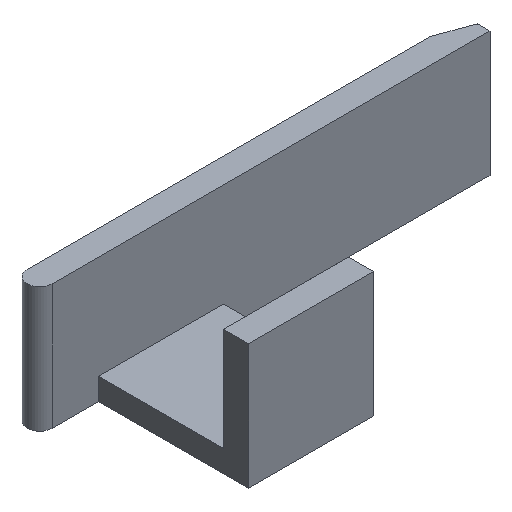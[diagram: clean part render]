
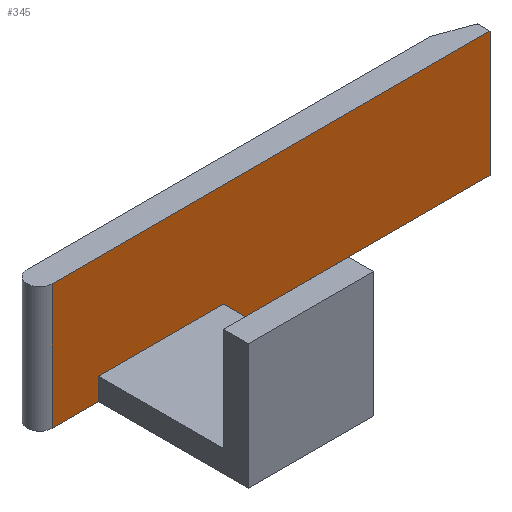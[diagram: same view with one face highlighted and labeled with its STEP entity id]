
A CAD part, isometric view. The second image highlights one B-rep face of the part: STEP entity #345.
In plain terms, the highlighted planar face has unit normal (0, -1, 0).
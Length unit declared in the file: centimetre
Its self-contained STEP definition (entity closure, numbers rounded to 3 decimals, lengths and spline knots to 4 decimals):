
#109=VECTOR('',#373,1.);
#114=VECTOR('',#382,1.);
#119=VECTOR('',#389,1.);
#120=VECTOR('',#398,1.);
#129=VECTOR('',#409,1.);
#133=VECTOR('',#415,1.);
#134=VECTOR('',#418,1.);
#139=LINE('',#432,#109);
#144=LINE('',#445,#114);
#149=LINE('',#455,#119);
#150=LINE('',#463,#120);
#159=LINE('',#481,#129);
#163=LINE('',#488,#133);
#164=LINE('',#491,#134);
#167=VERTEX_POINT('',#425);
#170=VERTEX_POINT('',#431);
#171=VERTEX_POINT('',#433);
#174=VERTEX_POINT('',#439);
#175=VERTEX_POINT('',#442);
#179=VERTEX_POINT('',#454);
#182=VERTEX_POINT('',#464);
#183=VERTEX_POINT('',#465);
#198=EDGE_CURVE('',#171,#170,#139,.T.);
#202=EDGE_CURVE('',#167,#174,#139,.T.);
#205=EDGE_CURVE('',#167,#175,#144,.T.);
#210=EDGE_CURVE('',#170,#179,#149,.T.);
#213=EDGE_CURVE('',#182,#183,#150,.T.);
#222=EDGE_CURVE('',#183,#171,#159,.T.);
#226=EDGE_CURVE('',#174,#182,#163,.T.);
#227=EDGE_CURVE('',#179,#175,#164,.T.);
#282=ORIENTED_EDGE('',*,*,#205,.F.);
#283=ORIENTED_EDGE('',*,*,#202,.T.);
#284=ORIENTED_EDGE('',*,*,#226,.T.);
#285=ORIENTED_EDGE('',*,*,#213,.T.);
#286=ORIENTED_EDGE('',*,*,#222,.T.);
#287=ORIENTED_EDGE('',*,*,#198,.T.);
#288=ORIENTED_EDGE('',*,*,#210,.T.);
#289=ORIENTED_EDGE('',*,*,#227,.T.);
#313=EDGE_LOOP('',(#282,#283,#284,#285,#286,#287,#288,#289));
#330=FACE_BOUND('',#313,.T.);
#345=ADVANCED_FACE('',(#330),#505,.T.);
#364=AXIS2_PLACEMENT_3D('',#490,#417,$);
#373=DIRECTION('',(1.,0.,0.));
#382=DIRECTION('',(0.,0.,1.));
#389=DIRECTION('',(0.,0.,1.));
#398=DIRECTION('',(1.,0.,0.));
#409=DIRECTION('',(0.,0.,-1.));
#415=DIRECTION('',(0.,0.,1.));
#417=DIRECTION('',(0.,-1.,0.));
#418=DIRECTION('',(-1.,0.,0.));
#425=CARTESIAN_POINT('',(-0.87,1.2,0.));
#431=CARTESIAN_POINT('',(2.63,1.2,0.));
#432=CARTESIAN_POINT('',(-0.97,1.2,0.));
#433=CARTESIAN_POINT('',(0.5,1.2,0.));
#439=CARTESIAN_POINT('',(-0.5,1.2,0.));
#442=CARTESIAN_POINT('',(-0.87,1.2,1.));
#445=CARTESIAN_POINT('',(-0.87,1.2,0.));
#454=CARTESIAN_POINT('',(2.63,1.2,1.));
#455=CARTESIAN_POINT('',(2.63,1.2,0.));
#463=CARTESIAN_POINT('',(0.415,1.2,0.175));
#464=CARTESIAN_POINT('',(-0.5,1.2,0.175));
#465=CARTESIAN_POINT('',(0.5,1.2,0.175));
#481=CARTESIAN_POINT('',(0.5,1.2,0.));
#488=CARTESIAN_POINT('',(-0.5,1.2,0.));
#490=CARTESIAN_POINT('',(0.83,1.2,0.));
#491=CARTESIAN_POINT('',(-0.97,1.2,1.));
#505=PLANE('',#364);
